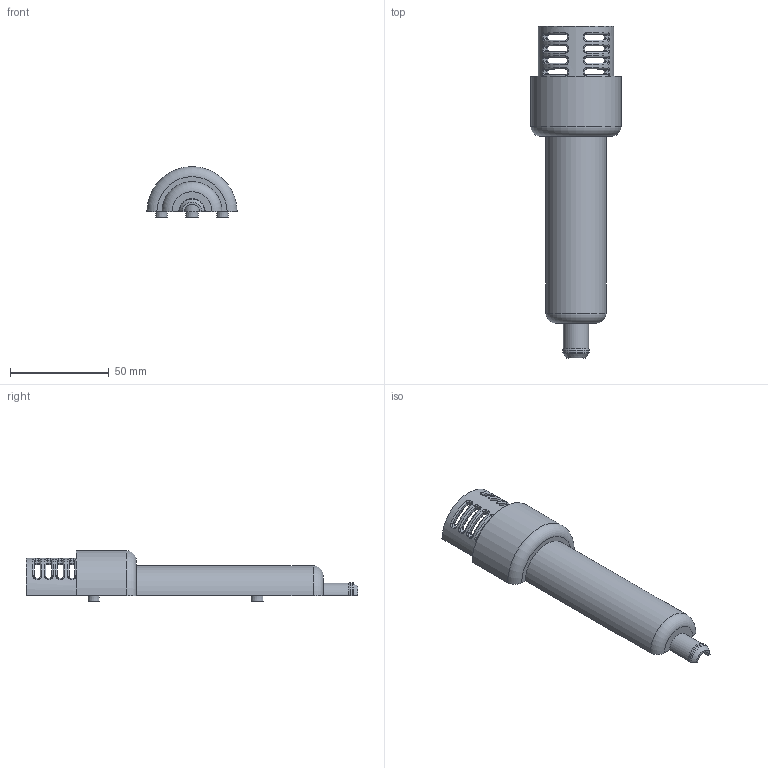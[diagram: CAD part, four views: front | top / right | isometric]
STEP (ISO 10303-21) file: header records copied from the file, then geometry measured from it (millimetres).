
FILE_DESCRIPTION(/* description */ ('STEP AP242','CAx-IF Rec.Pracs.---Representation and Presentation of Product Manufacturing Information (PMI)---4.0---2014-10-13','CAx-IF Rec.Pracs.---3D Tessellated Geometry---0.4---2014-09-14','2;1'),/* implementation_level */ '2;1');
FILE_NAME(/* name */ '6672232aaeaf5403fa5aea79',/* time_stamp */ '2024-06-19T00:15:39Z',/* author */ (''),/* organization */ (''),/* preprocessor_version */ 'ST-DEVELOPER v20',/* originating_system */ ' ',/* authorisation */ ' ');
FILE_SCHEMA (('AP242_MANAGED_MODEL_BASED_3D_ENGINEERING_MIM_LF { 1 0 10303 442 1 1 4 }'));
Length unit declared in the file: metre
Products named in the file (2): Top Shell; Top - Working
Assembly tree (1 placements, depth 2):
  Top Shell
    Top - Working
Bounding box: 45.72 x 168.15 x 25.65 mm (x, y, z)
Volume: 30755.4 mm3; surface area: 21923.4 mm2
Topology: 1 solids, 1 shells, 413 faces, 1047 edges, 638 vertices
Faces by surface type: plane 159, cylinder 128, bspline 68, torus 43, sphere 10, cone 5
Full cylindrical faces by diameter (mm): 1.522 x1, 1.545 x2, 2.032 x2, 2.799 x1, 5.08 x2, 8.128 x1
Entity records: 13394 total; most frequent: CARTESIAN_POINT 3830, ORIENTED_EDGE 2040, DIRECTION 1930, EDGE_CURVE 1020, AXIS2_PLACEMENT_3D 720, VERTEX_POINT 634, LINE 490, VECTOR 490
